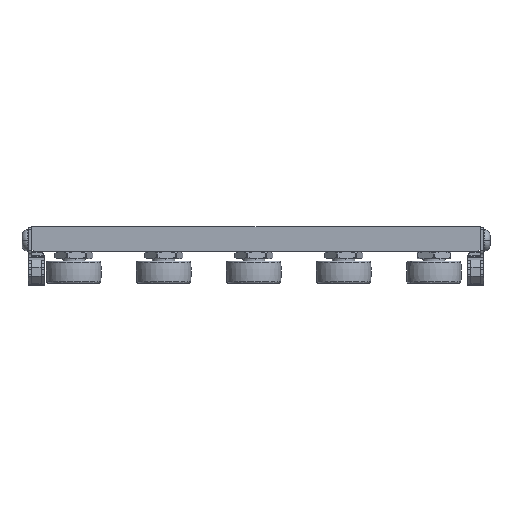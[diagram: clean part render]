
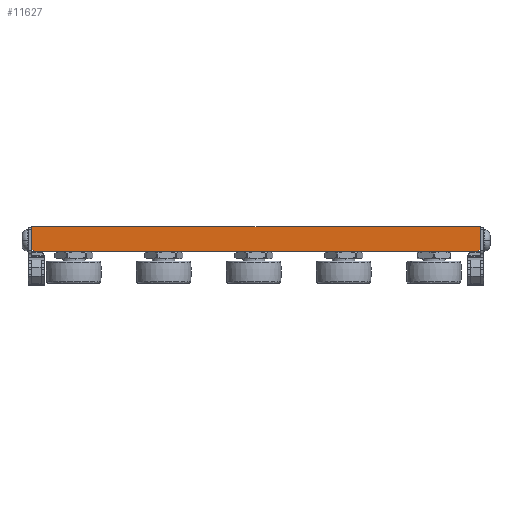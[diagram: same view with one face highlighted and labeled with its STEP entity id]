
A CAD part, top view. The second image highlights one B-rep face of the part: STEP entity #11627.
In plain terms, the highlighted planar face has unit normal (0, 0, 1).
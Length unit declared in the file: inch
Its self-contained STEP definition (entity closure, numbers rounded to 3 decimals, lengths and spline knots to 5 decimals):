
#511 = LINE ( 'NONE', #16149, #18590 ) ;
#591 = VERTEX_POINT ( 'NONE', #15490 ) ;
#771 = EDGE_CURVE ( 'NONE', #19018, #13691, #18786, .T. ) ;
#794 = DIRECTION ( 'NONE',  ( 1., 0., 0. ) ) ;
#894 = CARTESIAN_POINT ( 'NONE',  ( 3.1025, 0., 0.4725 ) ) ;
#921 = ORIENTED_EDGE ( 'NONE', *, *, #771, .T. ) ;
#990 = DIRECTION ( 'NONE',  ( 0.707, 0.707, 0. ) ) ;
#1357 = EDGE_CURVE ( 'NONE', #591, #11358, #13894, .T. ) ;
#1727 = CARTESIAN_POINT ( 'NONE',  ( 3.14, 0., 0.4725 ) ) ;
#1888 = EDGE_CURVE ( 'NONE', #19137, #9150, #16420, .T. ) ;
#2119 = PLANE ( 'NONE',  #19183 ) ;
#2762 = CARTESIAN_POINT ( 'NONE',  ( 3.14, 0.0375, 0.4725 ) ) ;
#2832 = VECTOR ( 'NONE', #7986, 39.37008 ) ;
#3594 = EDGE_LOOP ( 'NONE', ( #4589, #921, #13204, #15495, #15627, #7022 ) ) ;
#3888 = FACE_OUTER_BOUND ( 'NONE', #3594, .T. ) ;
#3980 = DIRECTION ( 'NONE',  ( 0., 0., 1. ) ) ;
#4589 = ORIENTED_EDGE ( 'NONE', *, *, #13999, .T. ) ;
#4686 = CARTESIAN_POINT ( 'NONE',  ( 0., 0.347, 0.4725 ) ) ;
#5643 = EDGE_CURVE ( 'NONE', #13691, #591, #511, .T. ) ;
#5793 = VECTOR ( 'NONE', #14006, 39.37008 ) ;
#6181 = DIRECTION ( 'NONE',  ( 1., 0., 0. ) ) ;
#6390 = EDGE_CURVE ( 'NONE', #11358, #19137, #17490, .T. ) ;
#6770 = DIRECTION ( 'NONE',  ( 0., -1., 0. ) ) ;
#7022 = ORIENTED_EDGE ( 'NONE', *, *, #1888, .T. ) ;
#7986 = DIRECTION ( 'NONE',  ( 0., 1., 0. ) ) ;
#8155 = CARTESIAN_POINT ( 'NONE',  ( 3.14, 0.347, 0.4725 ) ) ;
#9150 = VERTEX_POINT ( 'NONE', #2762 ) ;
#10901 = CARTESIAN_POINT ( 'NONE',  ( -3.1025, 0., 0.4725 ) ) ;
#11358 = VERTEX_POINT ( 'NONE', #11921 ) ;
#11602 = CARTESIAN_POINT ( 'NONE',  ( -3.14, 0.347, 0.4725 ) ) ;
#11627 = ADVANCED_FACE ( 'NONE', ( #3888 ), #2119, .T. ) ;
#11921 = CARTESIAN_POINT ( 'NONE',  ( -3.1025, 0., 0.4725 ) ) ;
#12014 = VECTOR ( 'NONE', #15709, 39.37008 ) ;
#13204 = ORIENTED_EDGE ( 'NONE', *, *, #5643, .T. ) ;
#13691 = VERTEX_POINT ( 'NONE', #11602 ) ;
#13894 = LINE ( 'NONE', #15927, #5793 ) ;
#13999 = EDGE_CURVE ( 'NONE', #9150, #19018, #15825, .T. ) ;
#14006 = DIRECTION ( 'NONE',  ( 0.707, -0.707, 0. ) ) ;
#14691 = CARTESIAN_POINT ( 'NONE',  ( 0., 0., 0.4725 ) ) ;
#15490 = CARTESIAN_POINT ( 'NONE',  ( -3.14, 0.0375, 0.4725 ) ) ;
#15495 = ORIENTED_EDGE ( 'NONE', *, *, #1357, .T. ) ;
#15627 = ORIENTED_EDGE ( 'NONE', *, *, #6390, .T. ) ;
#15709 = DIRECTION ( 'NONE',  ( -1., 0., 0. ) ) ;
#15825 = LINE ( 'NONE', #1727, #2832 ) ;
#15927 = CARTESIAN_POINT ( 'NONE',  ( -3.14, 0.0375, 0.4725 ) ) ;
#16149 = CARTESIAN_POINT ( 'NONE',  ( -3.14, 0., 0.4725 ) ) ;
#16420 = LINE ( 'NONE', #894, #19578 ) ;
#17490 = LINE ( 'NONE', #10901, #18286 ) ;
#17940 = CARTESIAN_POINT ( 'NONE',  ( 3.1025, 0., 0.4725 ) ) ;
#18286 = VECTOR ( 'NONE', #6181, 39.37008 ) ;
#18590 = VECTOR ( 'NONE', #6770, 39.37008 ) ;
#18786 = LINE ( 'NONE', #4686, #12014 ) ;
#19018 = VERTEX_POINT ( 'NONE', #8155 ) ;
#19137 = VERTEX_POINT ( 'NONE', #17940 ) ;
#19183 = AXIS2_PLACEMENT_3D ( 'NONE', #14691, #3980, #794 ) ;
#19578 = VECTOR ( 'NONE', #990, 39.37008 ) ;
